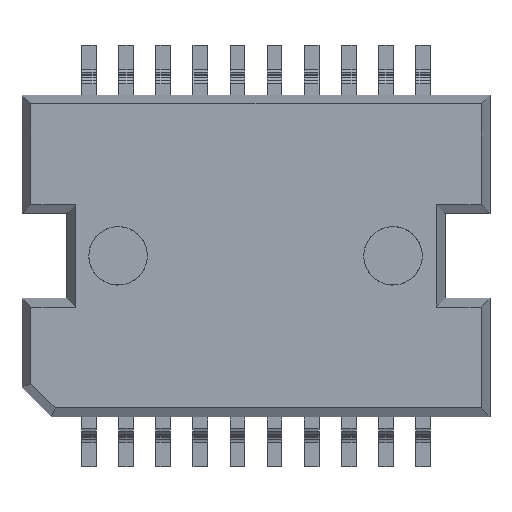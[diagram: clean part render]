
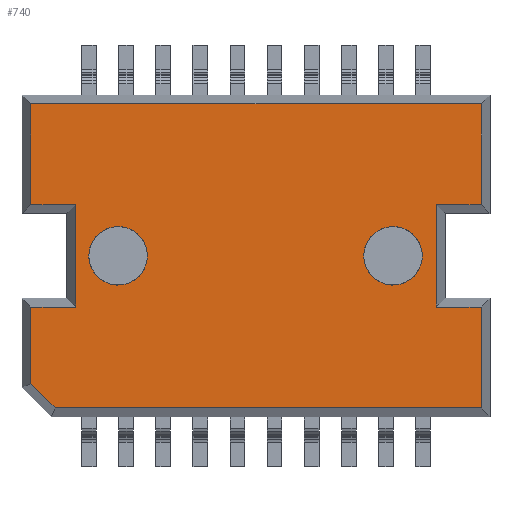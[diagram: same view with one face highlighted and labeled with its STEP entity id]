
A CAD part, top view. The second image highlights one B-rep face of the part: STEP entity #740.
In plain terms, the highlighted planar face has unit normal (0, 0, 1).
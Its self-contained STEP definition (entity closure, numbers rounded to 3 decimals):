
#11=FACE_BOUND('',#1855,.T.);
#12=FACE_BOUND('',#1856,.T.);
#14=(
BOUNDED_CURVE()
B_SPLINE_CURVE(2,(#14920,#14921,#14922,#14923,#14924),.UNSPECIFIED.,.F.,
 .F.)
B_SPLINE_CURVE_WITH_KNOTS((3,2,3),(-3.142,-1.571,0.),
 .UNSPECIFIED.)
CURVE()
GEOMETRIC_REPRESENTATION_ITEM()
RATIONAL_B_SPLINE_CURVE((1.,0.707,1.,0.707,1.))
REPRESENTATION_ITEM('')
);
#16=(
BOUNDED_CURVE()
B_SPLINE_CURVE(2,(#14934,#14935,#14936,#14937,#14938),.UNSPECIFIED.,.F.,
 .F.)
B_SPLINE_CURVE_WITH_KNOTS((3,2,3),(-3.142,-1.571,0.),
 .UNSPECIFIED.)
CURVE()
GEOMETRIC_REPRESENTATION_ITEM()
RATIONAL_B_SPLINE_CURVE((1.,0.707,1.,0.707,1.))
REPRESENTATION_ITEM('')
);
#18=(
BOUNDED_CURVE()
B_SPLINE_CURVE(2,(#15024,#15025,#15026,#15027,#15028),.UNSPECIFIED.,.F.,
 .F.)
B_SPLINE_CURVE_WITH_KNOTS((3,2,3),(-3.142,-1.571,0.),
 .UNSPECIFIED.)
CURVE()
GEOMETRIC_REPRESENTATION_ITEM()
RATIONAL_B_SPLINE_CURVE((1.,0.707,1.,0.707,1.))
REPRESENTATION_ITEM('')
);
#20=(
BOUNDED_CURVE()
B_SPLINE_CURVE(2,(#15034,#15035,#15036,#15037,#15038),.UNSPECIFIED.,.F.,
 .F.)
B_SPLINE_CURVE_WITH_KNOTS((3,2,3),(-3.142,-1.571,0.),
 .UNSPECIFIED.)
CURVE()
GEOMETRIC_REPRESENTATION_ITEM()
RATIONAL_B_SPLINE_CURVE((1.,0.707,1.,0.707,1.))
REPRESENTATION_ITEM('')
);
#740=ADVANCED_FACE('',(#1297,#11,#12),#9495,.T.);
#1297=FACE_OUTER_BOUND('',#1854,.T.);
#1854=EDGE_LOOP('',(#4579,#4580,#4581,#4582,#4583,#4584,#4585,#4586,#4587,
#4588,#4589,#4590,#4591));
#1855=EDGE_LOOP('',(#4592,#4593));
#1856=EDGE_LOOP('',(#4594,#4595));
#4579=ORIENTED_EDGE('',*,*,#6301,.T.);
#4580=ORIENTED_EDGE('',*,*,#6302,.T.);
#4581=ORIENTED_EDGE('',*,*,#6303,.T.);
#4582=ORIENTED_EDGE('',*,*,#6304,.T.);
#4583=ORIENTED_EDGE('',*,*,#6305,.T.);
#4584=ORIENTED_EDGE('',*,*,#6306,.T.);
#4585=ORIENTED_EDGE('',*,*,#6307,.T.);
#4586=ORIENTED_EDGE('',*,*,#6308,.T.);
#4587=ORIENTED_EDGE('',*,*,#6327,.T.);
#4588=ORIENTED_EDGE('',*,*,#6309,.T.);
#4589=ORIENTED_EDGE('',*,*,#6310,.T.);
#4590=ORIENTED_EDGE('',*,*,#6311,.T.);
#4591=ORIENTED_EDGE('',*,*,#6312,.T.);
#4592=ORIENTED_EDGE('',*,*,#6341,.T.);
#4593=ORIENTED_EDGE('',*,*,#6295,.T.);
#4594=ORIENTED_EDGE('',*,*,#6343,.T.);
#4595=ORIENTED_EDGE('',*,*,#6299,.T.);
#6295=EDGE_CURVE('',#8890,#8889,#14,.T.);
#6299=EDGE_CURVE('',#8894,#8893,#16,.T.);
#6301=EDGE_CURVE('',#8895,#8896,#7818,.T.);
#6302=EDGE_CURVE('',#8896,#8897,#7819,.T.);
#6303=EDGE_CURVE('',#8897,#8898,#7820,.T.);
#6304=EDGE_CURVE('',#8898,#8899,#7821,.T.);
#6305=EDGE_CURVE('',#8899,#8900,#7822,.T.);
#6306=EDGE_CURVE('',#8900,#8901,#7823,.T.);
#6307=EDGE_CURVE('',#8901,#8902,#7824,.T.);
#6308=EDGE_CURVE('',#8902,#8903,#7825,.T.);
#6309=EDGE_CURVE('',#8904,#8905,#7826,.T.);
#6310=EDGE_CURVE('',#8905,#8906,#7827,.T.);
#6311=EDGE_CURVE('',#8906,#8907,#7828,.T.);
#6312=EDGE_CURVE('',#8907,#8895,#7829,.T.);
#6327=EDGE_CURVE('',#8903,#8904,#7844,.T.);
#6341=EDGE_CURVE('',#8889,#8890,#18,.T.);
#6343=EDGE_CURVE('',#8893,#8894,#20,.T.);
#7818=B_SPLINE_CURVE_WITH_KNOTS('',1,(#14941,#14942),.UNSPECIFIED.,.F.,
 .F.,(2,2),(0.,1.535),.UNSPECIFIED.);
#7819=B_SPLINE_CURVE_WITH_KNOTS('',1,(#14943,#14944),.UNSPECIFIED.,.F.,
 .F.,(2,2),(0.,3.45),.UNSPECIFIED.);
#7820=B_SPLINE_CURVE_WITH_KNOTS('',1,(#14945,#14946),.UNSPECIFIED.,.F.,
 .F.,(2,2),(0.,15.4),.UNSPECIFIED.);
#7821=B_SPLINE_CURVE_WITH_KNOTS('',1,(#14947,#14948),.UNSPECIFIED.,.F.,
 .F.,(2,2),(0.,3.45),.UNSPECIFIED.);
#7822=B_SPLINE_CURVE_WITH_KNOTS('',1,(#14949,#14950),.UNSPECIFIED.,.F.,
 .F.,(2,2),(0.,1.535),.UNSPECIFIED.);
#7823=B_SPLINE_CURVE_WITH_KNOTS('',1,(#14951,#14952),.UNSPECIFIED.,.F.,
 .F.,(2,2),(0.,3.5),.UNSPECIFIED.);
#7824=B_SPLINE_CURVE_WITH_KNOTS('',1,(#14953,#14954),.UNSPECIFIED.,.F.,
 .F.,(2,2),(0.,1.535),.UNSPECIFIED.);
#7825=B_SPLINE_CURVE_WITH_KNOTS('',1,(#14955,#14956),.UNSPECIFIED.,.F.,
 .F.,(2,2),(0.,2.621),.UNSPECIFIED.);
#7826=B_SPLINE_CURVE_WITH_KNOTS('',1,(#14957,#14958),.UNSPECIFIED.,.F.,
 .F.,(2,2),(0.,14.571),.UNSPECIFIED.);
#7827=B_SPLINE_CURVE_WITH_KNOTS('',1,(#14959,#14960),.UNSPECIFIED.,.F.,
 .F.,(2,2),(0.,3.45),.UNSPECIFIED.);
#7828=B_SPLINE_CURVE_WITH_KNOTS('',1,(#14961,#14962),.UNSPECIFIED.,.F.,
 .F.,(2,2),(0.,1.535),.UNSPECIFIED.);
#7829=B_SPLINE_CURVE_WITH_KNOTS('',1,(#14963,#14964),.UNSPECIFIED.,.F.,
 .F.,(2,2),(0.,3.5),.UNSPECIFIED.);
#7844=B_SPLINE_CURVE_WITH_KNOTS('',1,(#14993,#14994),.UNSPECIFIED.,.F.,
 .F.,(2,2),(-1.173,0.),.UNSPECIFIED.);
#8889=VERTEX_POINT('',#14787);
#8890=VERTEX_POINT('',#14788);
#8893=VERTEX_POINT('',#14791);
#8894=VERTEX_POINT('',#14792);
#8895=VERTEX_POINT('',#14793);
#8896=VERTEX_POINT('',#14794);
#8897=VERTEX_POINT('',#14795);
#8898=VERTEX_POINT('',#14796);
#8899=VERTEX_POINT('',#14797);
#8900=VERTEX_POINT('',#14798);
#8901=VERTEX_POINT('',#14799);
#8902=VERTEX_POINT('',#14800);
#8903=VERTEX_POINT('',#14801);
#8904=VERTEX_POINT('',#14802);
#8905=VERTEX_POINT('',#14803);
#8906=VERTEX_POINT('',#14804);
#8907=VERTEX_POINT('',#14805);
#9495=PLANE('',#10070);
#10070=AXIS2_PLACEMENT_3D('',#14710,#10630,$);
#10630=DIRECTION('',(0.,0.,1.));
#14710=CARTESIAN_POINT('',(-3.525,0.56,3.6));
#14787=CARTESIAN_POINT('',(0.,6.8,3.6));
#14788=CARTESIAN_POINT('',(2.,6.8,3.6));
#14791=CARTESIAN_POINT('',(9.4,6.8,3.6));
#14792=CARTESIAN_POINT('',(11.4,6.8,3.6));
#14793=CARTESIAN_POINT('',(11.88,8.55,3.6));
#14794=CARTESIAN_POINT('',(13.415,8.55,3.6));
#14795=CARTESIAN_POINT('',(13.415,12.,3.6));
#14796=CARTESIAN_POINT('',(-1.985,12.,3.6));
#14797=CARTESIAN_POINT('',(-1.985,8.55,3.6));
#14798=CARTESIAN_POINT('',(-0.45,8.55,3.6));
#14799=CARTESIAN_POINT('',(-0.45,5.05,3.6));
#14800=CARTESIAN_POINT('',(-1.985,5.05,3.6));
#14801=CARTESIAN_POINT('',(-1.985,2.429,3.6));
#14802=CARTESIAN_POINT('',(-1.156,1.6,3.6));
#14803=CARTESIAN_POINT('',(13.415,1.6,3.6));
#14804=CARTESIAN_POINT('',(13.415,5.05,3.6));
#14805=CARTESIAN_POINT('',(11.88,5.05,3.6));
#14920=CARTESIAN_POINT('',(2.,6.8,3.6));
#14921=CARTESIAN_POINT('',(2.,5.8,3.6));
#14922=CARTESIAN_POINT('',(1.,5.8,3.6));
#14923=CARTESIAN_POINT('',(0.,5.8,3.6));
#14924=CARTESIAN_POINT('',(0.,6.8,3.6));
#14934=CARTESIAN_POINT('',(11.4,6.8,3.6));
#14935=CARTESIAN_POINT('',(11.4,5.8,3.6));
#14936=CARTESIAN_POINT('',(10.4,5.8,3.6));
#14937=CARTESIAN_POINT('',(9.4,5.8,3.6));
#14938=CARTESIAN_POINT('',(9.4,6.8,3.6));
#14941=CARTESIAN_POINT('',(11.88,8.55,3.6));
#14942=CARTESIAN_POINT('',(13.415,8.55,3.6));
#14943=CARTESIAN_POINT('',(13.415,8.55,3.6));
#14944=CARTESIAN_POINT('',(13.415,12.,3.6));
#14945=CARTESIAN_POINT('',(13.415,12.,3.6));
#14946=CARTESIAN_POINT('',(-1.985,12.,3.6));
#14947=CARTESIAN_POINT('',(-1.985,12.,3.6));
#14948=CARTESIAN_POINT('',(-1.985,8.55,3.6));
#14949=CARTESIAN_POINT('',(-1.985,8.55,3.6));
#14950=CARTESIAN_POINT('',(-0.45,8.55,3.6));
#14951=CARTESIAN_POINT('',(-0.45,8.55,3.6));
#14952=CARTESIAN_POINT('',(-0.45,5.05,3.6));
#14953=CARTESIAN_POINT('',(-0.45,5.05,3.6));
#14954=CARTESIAN_POINT('',(-1.985,5.05,3.6));
#14955=CARTESIAN_POINT('',(-1.985,5.05,3.6));
#14956=CARTESIAN_POINT('',(-1.985,2.429,3.6));
#14957=CARTESIAN_POINT('',(-1.156,1.6,3.6));
#14958=CARTESIAN_POINT('',(13.415,1.6,3.6));
#14959=CARTESIAN_POINT('',(13.415,1.6,3.6));
#14960=CARTESIAN_POINT('',(13.415,5.05,3.6));
#14961=CARTESIAN_POINT('',(13.415,5.05,3.6));
#14962=CARTESIAN_POINT('',(11.88,5.05,3.6));
#14963=CARTESIAN_POINT('',(11.88,5.05,3.6));
#14964=CARTESIAN_POINT('',(11.88,8.55,3.6));
#14993=CARTESIAN_POINT('',(-1.985,2.429,3.6));
#14994=CARTESIAN_POINT('',(-1.156,1.6,3.6));
#15024=CARTESIAN_POINT('',(0.,6.8,3.6));
#15025=CARTESIAN_POINT('',(0.,7.8,3.6));
#15026=CARTESIAN_POINT('',(1.,7.8,3.6));
#15027=CARTESIAN_POINT('',(2.,7.8,3.6));
#15028=CARTESIAN_POINT('',(2.,6.8,3.6));
#15034=CARTESIAN_POINT('',(9.4,6.8,3.6));
#15035=CARTESIAN_POINT('',(9.4,7.8,3.6));
#15036=CARTESIAN_POINT('',(10.4,7.8,3.6));
#15037=CARTESIAN_POINT('',(11.4,7.8,3.6));
#15038=CARTESIAN_POINT('',(11.4,6.8,3.6));
